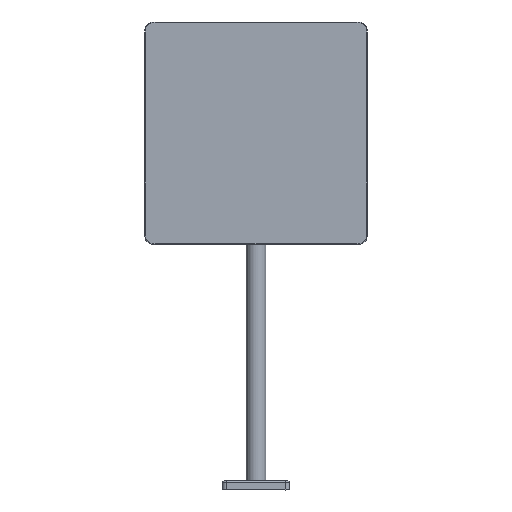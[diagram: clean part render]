
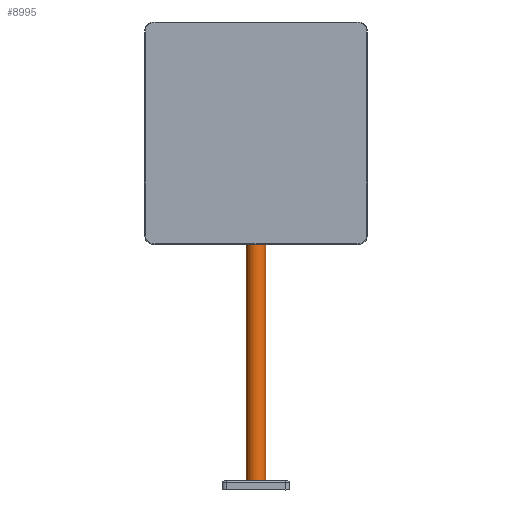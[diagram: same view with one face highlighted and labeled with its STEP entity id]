
A CAD part, front view. The second image highlights one B-rep face of the part: STEP entity #8995.
In plain terms, the highlighted cylindrical face has radius 11 mm (diameter 22 mm), a partial arc.
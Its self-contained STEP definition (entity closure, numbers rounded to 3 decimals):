
#291 = EDGE_CURVE ( 'NONE', #6798, #1296, #2256, .T. ) ;
#330 = ORIENTED_EDGE ( 'NONE', *, *, #9567, .F. ) ;
#579 = CARTESIAN_POINT ( 'NONE',  ( 0., 0., -64.84 ) ) ;
#633 = ORIENTED_EDGE ( 'NONE', *, *, #10091, .F. ) ;
#642 = CARTESIAN_POINT ( 'NONE',  ( -11., 0., -75. ) ) ;
#1160 = EDGE_CURVE ( 'NONE', #1204, #9980, #9206, .T. ) ;
#1204 = VERTEX_POINT ( 'NONE', #2692 ) ;
#1296 = VERTEX_POINT ( 'NONE', #6071 ) ;
#1593 = DIRECTION ( 'NONE',  ( 0., 0., -1. ) ) ;
#2142 = DIRECTION ( 'NONE',  ( 1., 0., 0. ) ) ;
#2237 = AXIS2_PLACEMENT_3D ( 'NONE', #579, #1593, #7350 ) ;
#2256 = LINE ( 'NONE', #12175, #6016 ) ;
#2573 = DIRECTION ( 'NONE',  ( 0., 0., 1. ) ) ;
#2609 = CARTESIAN_POINT ( 'NONE',  ( 11., 0., -64.84 ) ) ;
#2680 = CIRCLE ( 'NONE', #2237, 11. ) ;
#2692 = CARTESIAN_POINT ( 'NONE',  ( -11., 0., -64.84 ) ) ;
#3469 = DIRECTION ( 'NONE',  ( 0., 0., 1. ) ) ;
#3888 = VECTOR ( 'NONE', #2573, 1000. ) ;
#4485 = CYLINDRICAL_SURFACE ( 'NONE', #4589, 11. ) ;
#4589 = AXIS2_PLACEMENT_3D ( 'NONE', #7263, #3469, #12250 ) ;
#4988 = CARTESIAN_POINT ( 'NONE',  ( 0., 0., 287.5 ) ) ;
#5155 = CARTESIAN_POINT ( 'NONE',  ( -11., 0., 287.5 ) ) ;
#5191 = EDGE_LOOP ( 'NONE', ( #11021, #633, #9131, #330 ) ) ;
#6016 = VECTOR ( 'NONE', #11344, 1000. ) ;
#6071 = CARTESIAN_POINT ( 'NONE',  ( 11., 0., 287.5 ) ) ;
#6798 = VERTEX_POINT ( 'NONE', #2609 ) ;
#7033 = CIRCLE ( 'NONE', #11058, 11. ) ;
#7263 = CARTESIAN_POINT ( 'NONE',  ( 0., 0., -75. ) ) ;
#7350 = DIRECTION ( 'NONE',  ( 1., 0., 0. ) ) ;
#8995 = ADVANCED_FACE ( 'NONE', ( #10665 ), #4485, .T. ) ;
#9131 = ORIENTED_EDGE ( 'NONE', *, *, #291, .T. ) ;
#9206 = LINE ( 'NONE', #642, #3888 ) ;
#9567 = EDGE_CURVE ( 'NONE', #9980, #1296, #7033, .T. ) ;
#9776 = DIRECTION ( 'NONE',  ( 0., 0., 1. ) ) ;
#9980 = VERTEX_POINT ( 'NONE', #5155 ) ;
#10091 = EDGE_CURVE ( 'NONE', #6798, #1204, #2680, .T. ) ;
#10665 = FACE_OUTER_BOUND ( 'NONE', #5191, .T. ) ;
#11021 = ORIENTED_EDGE ( 'NONE', *, *, #1160, .F. ) ;
#11058 = AXIS2_PLACEMENT_3D ( 'NONE', #4988, #9776, #2142 ) ;
#11344 = DIRECTION ( 'NONE',  ( 0., 0., 1. ) ) ;
#12175 = CARTESIAN_POINT ( 'NONE',  ( 11., 0., -75. ) ) ;
#12250 = DIRECTION ( 'NONE',  ( 1., 0., 0. ) ) ;
